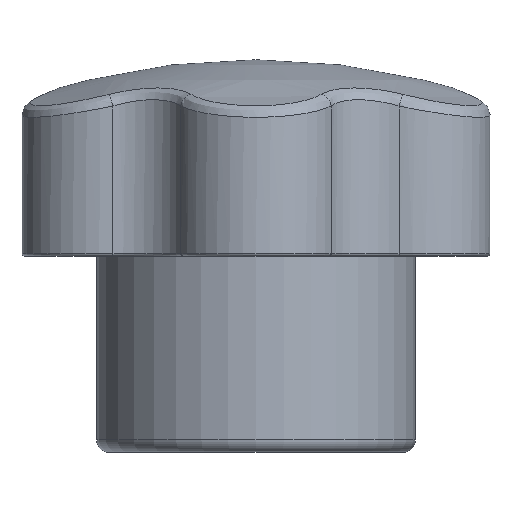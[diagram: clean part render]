
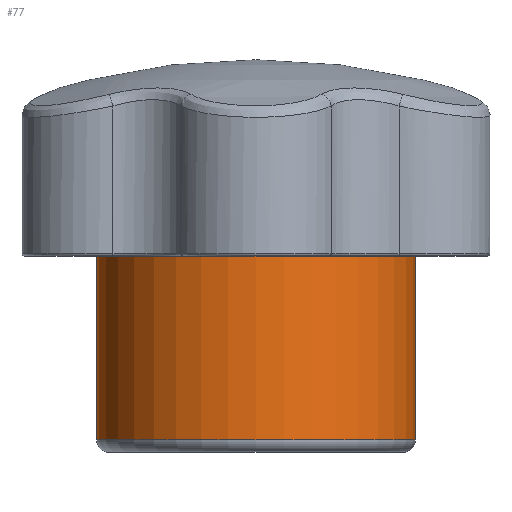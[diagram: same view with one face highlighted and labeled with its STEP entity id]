
A CAD part, left-side view. The second image highlights one B-rep face of the part: STEP entity #77.
In plain terms, the highlighted cylindrical face has radius 6.5 mm (diameter 13 mm), a full revolution.
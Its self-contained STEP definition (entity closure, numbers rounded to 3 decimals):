
#77 = ADVANCED_FACE( '', ( #188, #189 ), #190, .T. );
#188 = FACE_OUTER_BOUND( '', #338, .T. );
#189 = FACE_OUTER_BOUND( '', #339, .T. );
#190 = CYLINDRICAL_SURFACE( '', #340, 6.5 );
#338 = EDGE_LOOP( '', ( #2986 ) );
#339 = EDGE_LOOP( '', ( #2987 ) );
#340 = AXIS2_PLACEMENT_3D( '', #2988, #2989, #2990 );
#2986 = ORIENTED_EDGE( '', *, *, #3301, .T. );
#2987 = ORIENTED_EDGE( '', *, *, #3302, .T. );
#2988 = CARTESIAN_POINT( '', ( 0., 0., 54. ) );
#2989 = DIRECTION( '', ( 0., 0., 1. ) );
#2990 = DIRECTION( '', ( -1., 0., 0. ) );
#3301 = EDGE_CURVE( '', #3452, #3452, #3453, .T. );
#3302 = EDGE_CURVE( '', #3454, #3454, #3455, .T. );
#3452 = VERTEX_POINT( '', #3811 );
#3453 = CIRCLE( '', #3812, 6.5 );
#3454 = VERTEX_POINT( '', #3813 );
#3455 = CIRCLE( '', #3814, 6.5 );
#3811 = CARTESIAN_POINT( '', ( 6.5, 0., 0.5 ) );
#3812 = AXIS2_PLACEMENT_3D( '', #5022, #5023, #5024 );
#3813 = CARTESIAN_POINT( '', ( -6.5, 0., 8. ) );
#3814 = AXIS2_PLACEMENT_3D( '', #5025, #5026, #5027 );
#5022 = CARTESIAN_POINT( '', ( 0., 0., 0.5 ) );
#5023 = DIRECTION( '', ( 0., 0., 1. ) );
#5024 = DIRECTION( '', ( 1., 0., 0. ) );
#5025 = CARTESIAN_POINT( '', ( 0., 0., 8. ) );
#5026 = DIRECTION( '', ( 0., 0., -1. ) );
#5027 = DIRECTION( '', ( -1., 0., 0. ) );
